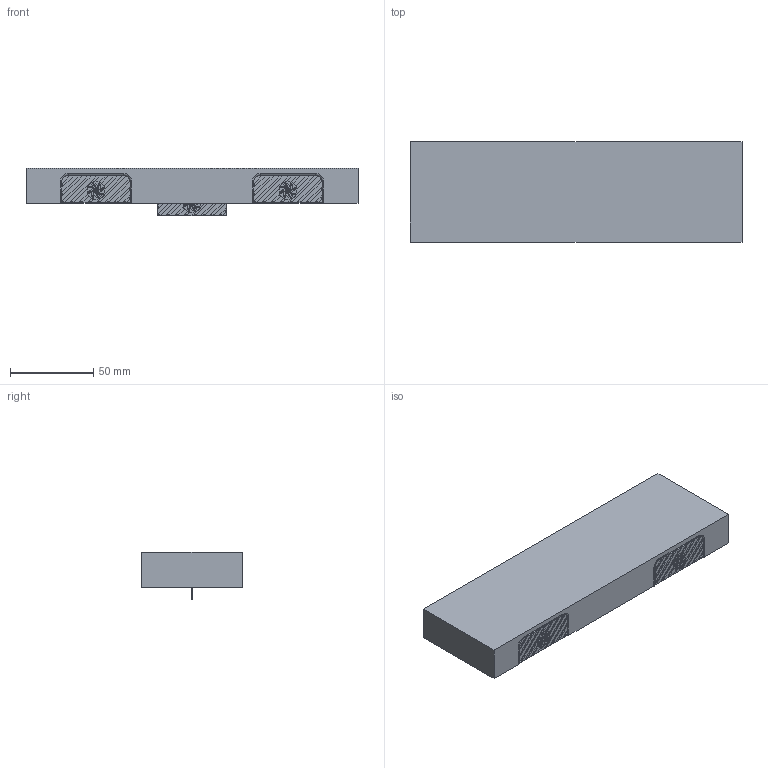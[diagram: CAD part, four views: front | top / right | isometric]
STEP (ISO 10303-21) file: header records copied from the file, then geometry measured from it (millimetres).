
FILE_DESCRIPTION( ( 'Unknown' ), '1' );
FILE_NAME( 'ALV-0620-58.stp', 'Unknown', ( 'S.C.H' ), ( 'Unknown' ), 'XStep 1.0', 'Unknown', ' ' );
FILE_SCHEMA( ( 'CONFIG_CONTROL_DESIGN' ) );
Length unit declared in the file: millimetre
Products named in the file (3): Assem1; 1; 2
Bounding box: 199 x 60 x 28.25 mm (x, y, z)
Surface area: 78067.3 mm2
Topology: 7 solids, 7 shells, 965 faces, 2433 edges, 1622 vertices
Faces by surface type: plane 655, cylinder 294, torus 16
Entity records: 6535 total; most frequent: DIRECTION 1119, CARTESIAN_POINT 1112, ORIENTED_EDGE 1074, EDGE_CURVE 537, LINE 389, VECTOR 389, AXIS2_PLACEMENT_3D 365, VERTEX_POINT 358
